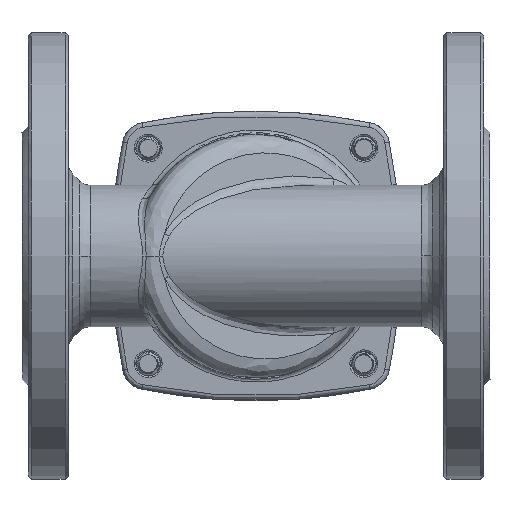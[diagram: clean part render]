
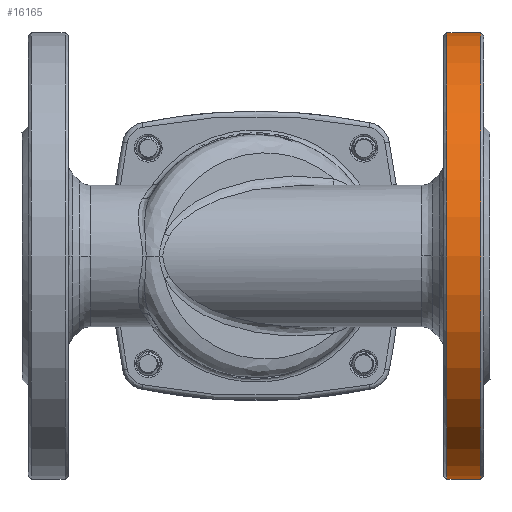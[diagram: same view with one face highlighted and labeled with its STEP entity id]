
A CAD part, front view. The second image highlights one B-rep face of the part: STEP entity #16165.
In plain terms, the highlighted cylindrical face has radius 72.5 mm (diameter 145 mm), a partial arc.
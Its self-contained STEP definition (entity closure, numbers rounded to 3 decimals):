
#2528 = CARTESIAN_POINT ( 'NONE',  ( 73., -5.5, 0. ) ) ;
#3038 = AXIS2_PLACEMENT_3D ( 'NONE', #80449, #92234, #150463 ) ;
#5025 = VECTOR ( 'NONE', #122408, 1000. ) ;
#14412 = VECTOR ( 'NONE', #143855, 1000. ) ;
#14445 = DIRECTION ( 'NONE',  ( 0., 0., -1. ) ) ;
#16165 = ADVANCED_FACE ( 'NONE', ( #115020 ), #111326, .T. ) ;
#21185 = EDGE_CURVE ( 'NONE', #80190, #141885, #103782, .T. ) ;
#23176 = CIRCLE ( 'NONE', #52164, 72.5 ) ;
#26431 = DIRECTION ( 'NONE',  ( -1., 0., 0. ) ) ;
#27340 = EDGE_CURVE ( 'NONE', #80190, #93242, #42075, .T. ) ;
#27413 = CARTESIAN_POINT ( 'NONE',  ( 61.694, -5.5, -72.5 ) ) ;
#28439 = EDGE_CURVE ( 'NONE', #141885, #50503, #95401, .T. ) ;
#35161 = EDGE_CURVE ( 'NONE', #93242, #50503, #23176, .T. ) ;
#40262 = CARTESIAN_POINT ( 'NONE',  ( 61.694, -5.5, 72.5 ) ) ;
#40797 = EDGE_LOOP ( 'NONE', ( #84923, #119855, #43441, #54687 ) ) ;
#42075 = LINE ( 'NONE', #27413, #14412 ) ;
#42812 = CARTESIAN_POINT ( 'NONE',  ( 62., -5.5, 72.5 ) ) ;
#42965 = CARTESIAN_POINT ( 'NONE',  ( 62., -5.5, -72.5 ) ) ;
#43441 = ORIENTED_EDGE ( 'NONE', *, *, #27340, .T. ) ;
#50503 = VERTEX_POINT ( 'NONE', #70188 ) ;
#52164 = AXIS2_PLACEMENT_3D ( 'NONE', #2528, #85047, #14445 ) ;
#54687 = ORIENTED_EDGE ( 'NONE', *, *, #35161, .T. ) ;
#70188 = CARTESIAN_POINT ( 'NONE',  ( 73., -5.5, 72.5 ) ) ;
#80190 = VERTEX_POINT ( 'NONE', #42965 ) ;
#80449 = CARTESIAN_POINT ( 'NONE',  ( 61.694, -5.5, 0. ) ) ;
#84923 = ORIENTED_EDGE ( 'NONE', *, *, #28439, .F. ) ;
#85047 = DIRECTION ( 'NONE',  ( -1., 0., 0. ) ) ;
#92234 = DIRECTION ( 'NONE',  ( 1., 0., 0. ) ) ;
#92404 = CARTESIAN_POINT ( 'NONE',  ( 73., -5.5, -72.5 ) ) ;
#93242 = VERTEX_POINT ( 'NONE', #92404 ) ;
#95401 = LINE ( 'NONE', #40262, #5025 ) ;
#96930 = CARTESIAN_POINT ( 'NONE',  ( 62., -5.5, 0. ) ) ;
#103782 = CIRCLE ( 'NONE', #117565, 72.5 ) ;
#108678 = DIRECTION ( 'NONE',  ( 0., 0., -1. ) ) ;
#111326 = CYLINDRICAL_SURFACE ( 'NONE', #3038, 72.5 ) ;
#115020 = FACE_OUTER_BOUND ( 'NONE', #40797, .T. ) ;
#117565 = AXIS2_PLACEMENT_3D ( 'NONE', #96930, #26431, #108678 ) ;
#119855 = ORIENTED_EDGE ( 'NONE', *, *, #21185, .F. ) ;
#122408 = DIRECTION ( 'NONE',  ( 1., 0., 0. ) ) ;
#141885 = VERTEX_POINT ( 'NONE', #42812 ) ;
#143855 = DIRECTION ( 'NONE',  ( 1., 0., 0. ) ) ;
#150463 = DIRECTION ( 'NONE',  ( 0., 0., -1. ) ) ;
